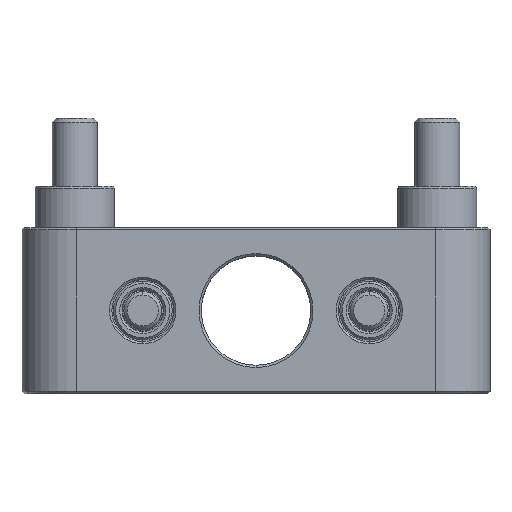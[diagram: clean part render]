
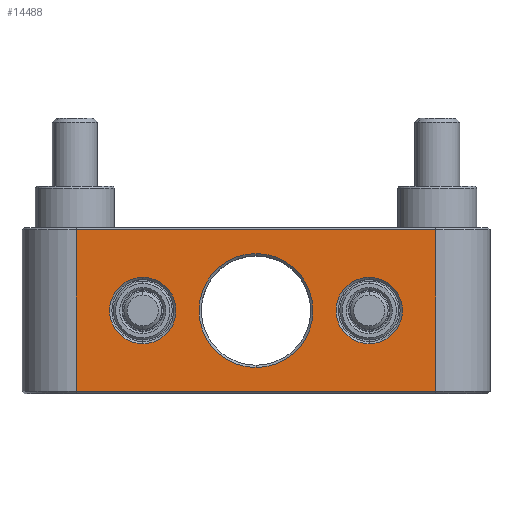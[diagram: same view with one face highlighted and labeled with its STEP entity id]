
A CAD part, top view. The second image highlights one B-rep face of the part: STEP entity #14488.
In plain terms, the highlighted face is planar.
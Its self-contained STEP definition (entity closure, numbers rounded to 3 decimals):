
#264 = CIRCLE ( 'NONE', #16303, 4.4 ) ;
#455 = CARTESIAN_POINT ( 'NONE',  ( 23.8, -7.491, -10.7 ) ) ;
#1142 = DIRECTION ( 'NONE',  ( 0., 1., 0. ) ) ;
#1415 = CARTESIAN_POINT ( 'NONE',  ( 0., -7.491, 10.7 ) ) ;
#1695 = ORIENTED_EDGE ( 'NONE', *, *, #16233, .T. ) ;
#1830 = VERTEX_POINT ( 'NONE', #2358 ) ;
#1878 = CARTESIAN_POINT ( 'NONE',  ( 0., -7.491, 7.55 ) ) ;
#2349 = VECTOR ( 'NONE', #8068, 1000. ) ;
#2358 = CARTESIAN_POINT ( 'NONE',  ( 15., -7.491, -4.4 ) ) ;
#2478 = EDGE_CURVE ( 'NONE', #7102, #7216, #9251, .T. ) ;
#2516 = AXIS2_PLACEMENT_3D ( 'NONE', #8936, #13761, #7408 ) ;
#2787 = PLANE ( 'NONE',  #17217 ) ;
#3586 = CARTESIAN_POINT ( 'NONE',  ( 23.8, -7.491, 0. ) ) ;
#3745 = ORIENTED_EDGE ( 'NONE', *, *, #19868, .T. ) ;
#3990 = DIRECTION ( 'NONE',  ( 0., 0., 1. ) ) ;
#4528 = FACE_BOUND ( 'NONE', #18903, .T. ) ;
#4569 = DIRECTION ( 'NONE',  ( 0., 0., 1. ) ) ;
#4673 = VECTOR ( 'NONE', #10236, 1000. ) ;
#5572 = VERTEX_POINT ( 'NONE', #9930 ) ;
#6021 = CARTESIAN_POINT ( 'NONE',  ( -23.8, -7.491, -10.7 ) ) ;
#6165 = DIRECTION ( 'NONE',  ( 0., 0., 1. ) ) ;
#6233 = EDGE_CURVE ( 'NONE', #20254, #8918, #12701, .T. ) ;
#6335 = EDGE_CURVE ( 'NONE', #15839, #16038, #11769, .T. ) ;
#6630 = EDGE_CURVE ( 'NONE', #8918, #10914, #21402, .T. ) ;
#7102 = VERTEX_POINT ( 'NONE', #15476 ) ;
#7216 = VERTEX_POINT ( 'NONE', #11646 ) ;
#7407 = CARTESIAN_POINT ( 'NONE',  ( 15., -7.491, 0. ) ) ;
#7408 = DIRECTION ( 'NONE',  ( 0., 0., 1. ) ) ;
#7918 = AXIS2_PLACEMENT_3D ( 'NONE', #18281, #21432, #15107 ) ;
#8068 = DIRECTION ( 'NONE',  ( 1., 0., 0. ) ) ;
#8407 = CARTESIAN_POINT ( 'NONE',  ( 0., -7.491, -10.7 ) ) ;
#8918 = VERTEX_POINT ( 'NONE', #18564 ) ;
#8934 = CIRCLE ( 'NONE', #21158, 4.4 ) ;
#8936 = CARTESIAN_POINT ( 'NONE',  ( 15., -7.491, 0. ) ) ;
#9251 = CIRCLE ( 'NONE', #16935, 4.4 ) ;
#9428 = CARTESIAN_POINT ( 'NONE',  ( 0., -7.491, 0. ) ) ;
#9930 = CARTESIAN_POINT ( 'NONE',  ( 15., -7.491, 4.4 ) ) ;
#9934 = DIRECTION ( 'NONE',  ( -1., 0., 0. ) ) ;
#10236 = DIRECTION ( 'NONE',  ( 0., 0., -1. ) ) ;
#10549 = AXIS2_PLACEMENT_3D ( 'NONE', #19535, #15721, #4569 ) ;
#10736 = CARTESIAN_POINT ( 'NONE',  ( -15., -7.491, 0. ) ) ;
#10914 = VERTEX_POINT ( 'NONE', #18800 ) ;
#11068 = DIRECTION ( 'NONE',  ( 0., -1., 0. ) ) ;
#11185 = FACE_BOUND ( 'NONE', #15797, .T. ) ;
#11558 = LINE ( 'NONE', #3586, #4673 ) ;
#11646 = CARTESIAN_POINT ( 'NONE',  ( -15., -7.491, -4.4 ) ) ;
#11769 = CIRCLE ( 'NONE', #7918, 7.55 ) ;
#12019 = ORIENTED_EDGE ( 'NONE', *, *, #6233, .T. ) ;
#12028 = CARTESIAN_POINT ( 'NONE',  ( -15., -7.491, 0. ) ) ;
#12241 = DIRECTION ( 'NONE',  ( 0., 0., 1. ) ) ;
#12591 = ORIENTED_EDGE ( 'NONE', *, *, #20651, .T. ) ;
#12701 = LINE ( 'NONE', #19581, #13871 ) ;
#13289 = ORIENTED_EDGE ( 'NONE', *, *, #15998, .T. ) ;
#13675 = CARTESIAN_POINT ( 'NONE',  ( 0., -7.491, -7.55 ) ) ;
#13761 = DIRECTION ( 'NONE',  ( 0., -1., 0. ) ) ;
#13871 = VECTOR ( 'NONE', #17836, 1000. ) ;
#14084 = ORIENTED_EDGE ( 'NONE', *, *, #6630, .T. ) ;
#14100 = ORIENTED_EDGE ( 'NONE', *, *, #17136, .T. ) ;
#14488 = ADVANCED_FACE ( 'NONE', ( #17750, #4528, #11185, #17861 ), #2787, .T. ) ;
#14770 = VERTEX_POINT ( 'NONE', #455 ) ;
#14910 = EDGE_CURVE ( 'NONE', #10914, #14770, #11558, .T. ) ;
#15107 = DIRECTION ( 'NONE',  ( 0., 0., 1. ) ) ;
#15212 = DIRECTION ( 'NONE',  ( 0., -1., 0. ) ) ;
#15439 = ORIENTED_EDGE ( 'NONE', *, *, #2478, .T. ) ;
#15476 = CARTESIAN_POINT ( 'NONE',  ( -15., -7.491, 4.4 ) ) ;
#15721 = DIRECTION ( 'NONE',  ( 0., -1., 0. ) ) ;
#15797 = EDGE_LOOP ( 'NONE', ( #1695, #20252 ) ) ;
#15839 = VERTEX_POINT ( 'NONE', #13675 ) ;
#15998 = EDGE_CURVE ( 'NONE', #14770, #20254, #21303, .T. ) ;
#16038 = VERTEX_POINT ( 'NONE', #1878 ) ;
#16233 = EDGE_CURVE ( 'NONE', #16038, #15839, #19998, .T. ) ;
#16303 = AXIS2_PLACEMENT_3D ( 'NONE', #7407, #18894, #20427 ) ;
#16336 = EDGE_LOOP ( 'NONE', ( #12591, #14100 ) ) ;
#16935 = AXIS2_PLACEMENT_3D ( 'NONE', #12028, #15212, #12241 ) ;
#17136 = EDGE_CURVE ( 'NONE', #1830, #5572, #18925, .T. ) ;
#17217 = AXIS2_PLACEMENT_3D ( 'NONE', #9428, #1142, #6165 ) ;
#17750 = FACE_BOUND ( 'NONE', #16336, .T. ) ;
#17836 = DIRECTION ( 'NONE',  ( 0., 0., 1. ) ) ;
#17861 = FACE_OUTER_BOUND ( 'NONE', #19797, .T. ) ;
#18281 = CARTESIAN_POINT ( 'NONE',  ( 0., -7.491, 0. ) ) ;
#18564 = CARTESIAN_POINT ( 'NONE',  ( -23.8, -7.491, 10.7 ) ) ;
#18587 = VECTOR ( 'NONE', #9934, 1000. ) ;
#18800 = CARTESIAN_POINT ( 'NONE',  ( 23.8, -7.491, 10.7 ) ) ;
#18894 = DIRECTION ( 'NONE',  ( 0., -1., 0. ) ) ;
#18903 = EDGE_LOOP ( 'NONE', ( #15439, #3745 ) ) ;
#18925 = CIRCLE ( 'NONE', #2516, 4.4 ) ;
#19535 = CARTESIAN_POINT ( 'NONE',  ( 0., -7.491, 0. ) ) ;
#19581 = CARTESIAN_POINT ( 'NONE',  ( -23.8, -7.491, 0. ) ) ;
#19797 = EDGE_LOOP ( 'NONE', ( #19824, #13289, #12019, #14084 ) ) ;
#19824 = ORIENTED_EDGE ( 'NONE', *, *, #14910, .T. ) ;
#19868 = EDGE_CURVE ( 'NONE', #7216, #7102, #8934, .T. ) ;
#19998 = CIRCLE ( 'NONE', #10549, 7.55 ) ;
#20252 = ORIENTED_EDGE ( 'NONE', *, *, #6335, .T. ) ;
#20254 = VERTEX_POINT ( 'NONE', #6021 ) ;
#20427 = DIRECTION ( 'NONE',  ( 0., 0., 1. ) ) ;
#20651 = EDGE_CURVE ( 'NONE', #5572, #1830, #264, .T. ) ;
#21158 = AXIS2_PLACEMENT_3D ( 'NONE', #10736, #11068, #3990 ) ;
#21303 = LINE ( 'NONE', #8407, #18587 ) ;
#21402 = LINE ( 'NONE', #1415, #2349 ) ;
#21432 = DIRECTION ( 'NONE',  ( 0., -1., 0. ) ) ;
